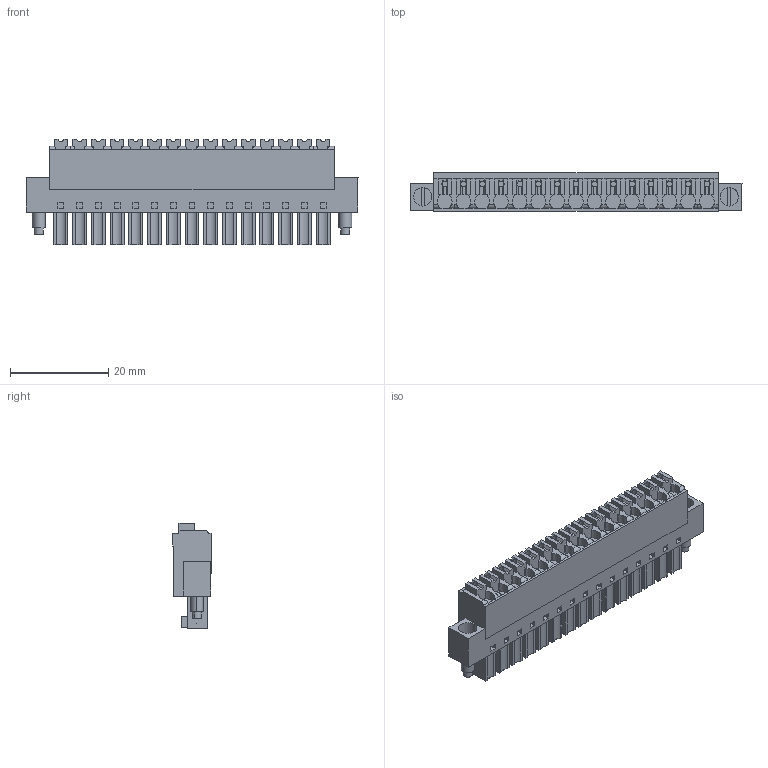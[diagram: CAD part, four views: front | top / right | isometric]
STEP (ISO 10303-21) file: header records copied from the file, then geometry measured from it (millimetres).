
FILE_DESCRIPTION(('CATIA V5 STEP Exchange','CAx-IF Rec.Pracs.--- Model Styling and Organization---1.2---2011-12-15'),'2;1');
FILE_NAME ('D1460692_0', '2017-07-25T13:22:42+00:00', ('none'), ('Weidmueller'), 'CATIA Version 5-6 Release 2014', 'CATIA V5 STEP AP214', 'none');
FILE_SCHEMA(('AUTOMOTIVE_DESIGN { 1 0 10303 214 1 1 1 1 }'));
Length unit declared in the file: millimetre
Products named in the file (1): 1970750000
Bounding box: 67.54 x 7.9 x 21.4 mm (x, y, z)
Volume: 7234.2 mm3; surface area: 6378.7 mm2
Topology: 18 solids, 18 shells, 945 faces, 2521 edges, 1678 vertices
Faces by surface type: plane 757, cylinder 188
Entity records: 28267 total; most frequent: CARTESIAN_POINT 5474, ORIENTED_EDGE 5042, DIRECTION 3493, EDGE_CURVE 2521, VECTOR 2019, LINE 2019, VERTEX_POINT 1678, EDGE_LOOP 1045
